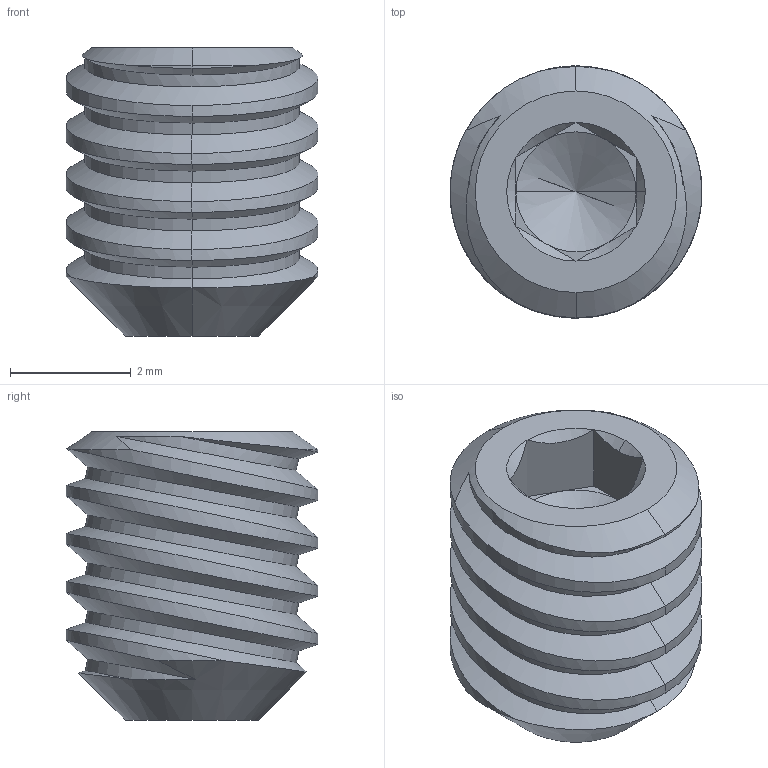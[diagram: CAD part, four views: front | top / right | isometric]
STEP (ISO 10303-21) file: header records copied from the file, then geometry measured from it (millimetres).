
FILE_DESCRIPTION (( 'STEP AP214' ), '1' );
FILE_NAME ('Pitsco Education-739375_X108114.step', '2017-10-17T01:13:15', ( '' ), ( '' ), 'SwSTEP 2.0', 'SolidWorks 2017', '' );
FILE_SCHEMA (( 'AUTOMOTIVE_DESIGN' ));
Length unit declared in the file: inch
Products named in the file (1): Pitsco Education-739375_X108114
Bounding box: 4.17 x 4.17 x 4.76 mm (x, y, z)
Volume: 46.1 mm3; surface area: 102.8 mm2
Topology: 1 solids, 1 shells, 72 faces, 156 edges, 83 vertices
Faces by surface type: cone 37, cylinder 22, plane 13
Entity records: 2426 total; most frequent: CARTESIAN_POINT 920, ORIENTED_EDGE 304, DIRECTION 300, EDGE_CURVE 152, AXIS2_PLACEMENT_3D 119, VERTEX_POINT 83, EDGE_LOOP 73, ADVANCED_FACE 72
